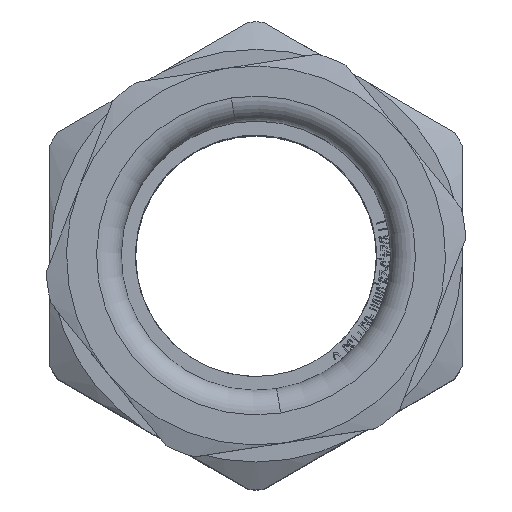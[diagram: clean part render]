
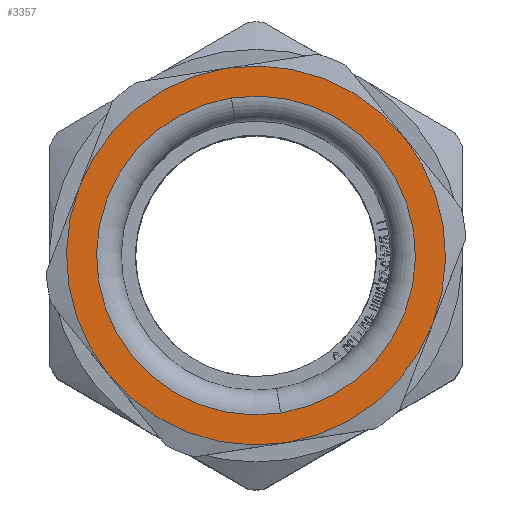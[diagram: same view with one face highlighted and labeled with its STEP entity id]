
A CAD part, top view. The second image highlights one B-rep face of the part: STEP entity #3357.
In plain terms, the highlighted planar face has unit normal (0, 0, 1).
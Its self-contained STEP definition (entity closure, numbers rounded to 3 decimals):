
#779 = CARTESIAN_POINT ( 'NONE',  ( -65.243, 18.145, 65.07 ) ) ;
#1828 = VERTEX_POINT ( 'NONE', #38124 ) ;
#2341 = EDGE_CURVE ( 'NONE', #5815, #17513, #21022, .T. ) ;
#3236 = DIRECTION ( 'NONE',  ( 0., 0., 1. ) ) ;
#3357 = ADVANCED_FACE ( 'NONE', ( #33378, #7294 ), #42094, .T. ) ;
#3484 = CARTESIAN_POINT ( 'NONE',  ( -62.267, -0.974, 65.07 ) ) ;
#4234 = ORIENTED_EDGE ( 'NONE', *, *, #46840, .F. ) ;
#4948 = EDGE_CURVE ( 'NONE', #6432, #48012, #15221, .T. ) ;
#5815 = VERTEX_POINT ( 'NONE', #50214 ) ;
#6110 = CARTESIAN_POINT ( 'NONE',  ( -65.243, 18.145, 65.07 ) ) ;
#6432 = VERTEX_POINT ( 'NONE', #18191 ) ;
#7261 = CARTESIAN_POINT ( 'NONE',  ( -47.33, 32.572, 65.07 ) ) ;
#7294 = FACE_OUTER_BOUND ( 'NONE', #20736, .T. ) ;
#7587 = CARTESIAN_POINT ( 'NONE',  ( -65.243, 18.145, 65.07 ) ) ;
#8229 = EDGE_CURVE ( 'NONE', #37053, #41646, #44154, .T. ) ;
#9442 = DIRECTION ( 'NONE',  ( -0.154, 0.988, 0. ) ) ;
#11841 = DIRECTION ( 'NONE',  ( 0.154, -0.988, 0. ) ) ;
#11921 = CARTESIAN_POINT ( 'NONE',  ( -65.243, 18.145, 65.07 ) ) ;
#12570 = ORIENTED_EDGE ( 'NONE', *, *, #45496, .F. ) ;
#12854 = DIRECTION ( 'NONE',  ( 0., 0., -1. ) ) ;
#13757 = VERTEX_POINT ( 'NONE', #7261 ) ;
#13927 = ORIENTED_EDGE ( 'NONE', *, *, #8229, .T. ) ;
#14695 = CIRCLE ( 'NONE', #50747, 23. ) ;
#15221 = CIRCLE ( 'NONE', #17997, 23. ) ;
#16026 = ORIENTED_EDGE ( 'NONE', *, *, #54317, .T. ) ;
#17513 = VERTEX_POINT ( 'NONE', #27458 ) ;
#17816 = DIRECTION ( 'NONE',  ( 0., 0., -1. ) ) ;
#17962 = CARTESIAN_POINT ( 'NONE',  ( -65.243, 18.145, 65.07 ) ) ;
#17997 = AXIS2_PLACEMENT_3D ( 'NONE', #7587, #25860, #34540 ) ;
#18191 = CARTESIAN_POINT ( 'NONE',  ( -43.793, 9.846, 65.07 ) ) ;
#18847 = AXIS2_PLACEMENT_3D ( 'NONE', #56584, #12854, #30539 ) ;
#20736 = EDGE_LOOP ( 'NONE', ( #12570, #36046, #4234, #50235, #31052, #52194 ) ) ;
#21022 = CIRCLE ( 'NONE', #31195, 23. ) ;
#22833 = AXIS2_PLACEMENT_3D ( 'NONE', #31149, #17816, #35493 ) ;
#25304 = AXIS2_PLACEMENT_3D ( 'NONE', #55569, #30878, #11841 ) ;
#25860 = DIRECTION ( 'NONE',  ( 0., 0., -1. ) ) ;
#26954 = DIRECTION ( 'NONE',  ( -0.154, 0.988, 0. ) ) ;
#27425 = EDGE_CURVE ( 'NONE', #1828, #13757, #35492, .T. ) ;
#27458 = CARTESIAN_POINT ( 'NONE',  ( -86.693, 26.445, 65.07 ) ) ;
#30539 = DIRECTION ( 'NONE',  ( -0.154, 0.988, 0. ) ) ;
#30878 = DIRECTION ( 'NONE',  ( 0., 0., -1. ) ) ;
#31047 = CIRCLE ( 'NONE', #48631, 23. ) ;
#31052 = ORIENTED_EDGE ( 'NONE', *, *, #37995, .F. ) ;
#31149 = CARTESIAN_POINT ( 'NONE',  ( -65.243, 18.145, 65.07 ) ) ;
#31195 = AXIS2_PLACEMENT_3D ( 'NONE', #779, #45376, #9442 ) ;
#33335 = CARTESIAN_POINT ( 'NONE',  ( -65.243, 18.145, 65.07 ) ) ;
#33378 = FACE_BOUND ( 'NONE', #45308, .T. ) ;
#34540 = DIRECTION ( 'NONE',  ( -0.154, 0.988, 0. ) ) ;
#35080 = DIRECTION ( 'NONE',  ( 0., 0., -1. ) ) ;
#35492 = CIRCLE ( 'NONE', #18847, 23. ) ;
#35493 = DIRECTION ( 'NONE',  ( 0.154, -0.988, 0. ) ) ;
#36046 = ORIENTED_EDGE ( 'NONE', *, *, #4948, .F. ) ;
#37053 = VERTEX_POINT ( 'NONE', #3484 ) ;
#37401 = DIRECTION ( 'NONE',  ( -0.154, 0.988, 0. ) ) ;
#37995 = EDGE_CURVE ( 'NONE', #17513, #1828, #31047, .T. ) ;
#38124 = CARTESIAN_POINT ( 'NONE',  ( -68.781, 40.872, 65.07 ) ) ;
#39665 = CIRCLE ( 'NONE', #50698, 23. ) ;
#41630 = CARTESIAN_POINT ( 'NONE',  ( -68.219, 37.265, 65.07 ) ) ;
#41646 = VERTEX_POINT ( 'NONE', #41630 ) ;
#42094 = PLANE ( 'NONE',  #42226 ) ;
#42226 = AXIS2_PLACEMENT_3D ( 'NONE', #11921, #3236, #42936 ) ;
#42352 = DIRECTION ( 'NONE',  ( 0., 0., -1. ) ) ;
#42936 = DIRECTION ( 'NONE',  ( 0.154, -0.988, 0. ) ) ;
#44154 = CIRCLE ( 'NONE', #22833, 19.35 ) ;
#45308 = EDGE_LOOP ( 'NONE', ( #13927, #16026 ) ) ;
#45376 = DIRECTION ( 'NONE',  ( 0., 0., -1. ) ) ;
#45496 = EDGE_CURVE ( 'NONE', #48012, #5815, #39665, .T. ) ;
#45612 = CARTESIAN_POINT ( 'NONE',  ( -61.705, -4.581, 65.07 ) ) ;
#46840 = EDGE_CURVE ( 'NONE', #13757, #6432, #14695, .T. ) ;
#47218 = DIRECTION ( 'NONE',  ( 0., 0., -1. ) ) ;
#48012 = VERTEX_POINT ( 'NONE', #45612 ) ;
#48631 = AXIS2_PLACEMENT_3D ( 'NONE', #6110, #42352, #51282 ) ;
#50214 = CARTESIAN_POINT ( 'NONE',  ( -83.156, 3.718, 65.07 ) ) ;
#50235 = ORIENTED_EDGE ( 'NONE', *, *, #27425, .F. ) ;
#50239 = CIRCLE ( 'NONE', #25304, 19.35 ) ;
#50698 = AXIS2_PLACEMENT_3D ( 'NONE', #33335, #47218, #37401 ) ;
#50747 = AXIS2_PLACEMENT_3D ( 'NONE', #17962, #35080, #26954 ) ;
#51282 = DIRECTION ( 'NONE',  ( -0.154, 0.988, 0. ) ) ;
#52194 = ORIENTED_EDGE ( 'NONE', *, *, #2341, .F. ) ;
#54317 = EDGE_CURVE ( 'NONE', #41646, #37053, #50239, .T. ) ;
#55569 = CARTESIAN_POINT ( 'NONE',  ( -65.243, 18.145, 65.07 ) ) ;
#56584 = CARTESIAN_POINT ( 'NONE',  ( -65.243, 18.145, 65.07 ) ) ;
